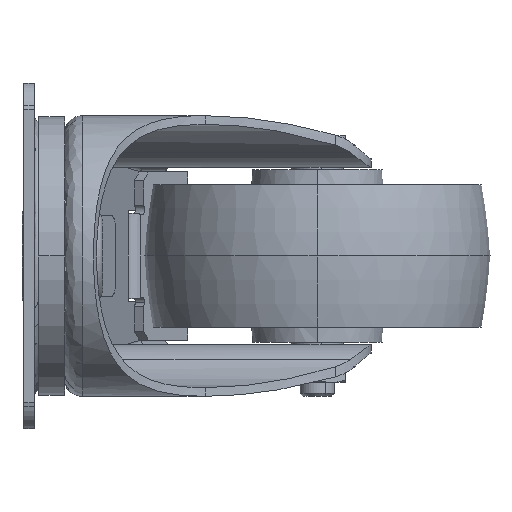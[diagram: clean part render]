
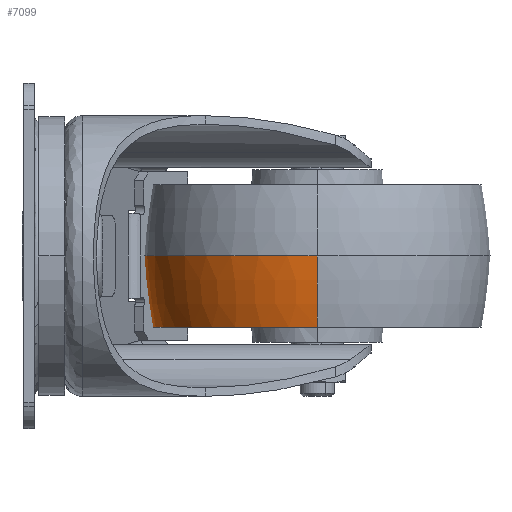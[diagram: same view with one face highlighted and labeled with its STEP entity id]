
A CAD part, left-side view. The second image highlights one B-rep face of the part: STEP entity #7099.
In plain terms, the highlighted toroidal (fillet/blend) face has major radius 59.93 mm and minor radius 100 mm.
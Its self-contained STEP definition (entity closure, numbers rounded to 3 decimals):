
#733 = CIRCLE ( 'NONE', #15471, 40. ) ;
#1164 = CIRCLE ( 'NONE', #2732, 100. ) ;
#1502 = AXIS2_PLACEMENT_3D ( 'NONE', #2764, #11675, #27094 ) ;
#2732 = AXIS2_PLACEMENT_3D ( 'NONE', #3484, #18975, #5693 ) ;
#2764 = CARTESIAN_POINT ( 'NONE',  ( 33.5, -68., 3.742 ) ) ;
#3127 = CIRCLE ( 'NONE', #18543, 38. ) ;
#3484 = CARTESIAN_POINT ( 'NONE',  ( -26.43, -68., 3.742 ) ) ;
#4346 = CARTESIAN_POINT ( 'NONE',  ( -6.5, -68., 0. ) ) ;
#5693 = DIRECTION ( 'NONE',  ( -1., 0., 0. ) ) ;
#6645 = VERTEX_POINT ( 'NONE', #8774 ) ;
#6939 = VERTEX_POINT ( 'NONE', #21260 ) ;
#7099 = ADVANCED_FACE ( 'NONE', ( #27602 ), #8623, .T. ) ;
#7837 = CARTESIAN_POINT ( 'NONE',  ( 33.5, -68., 0. ) ) ;
#8623 = TOROIDAL_SURFACE ( 'NONE', #1502, -59.93, 100. ) ;
#8774 = CARTESIAN_POINT ( 'NONE',  ( -4.5, -68., -16.5 ) ) ;
#9176 = CARTESIAN_POINT ( 'NONE',  ( 33.5, -68., -16.5 ) ) ;
#9565 = CARTESIAN_POINT ( 'NONE',  ( 71.5, -68., -16.5 ) ) ;
#10070 = DIRECTION ( 'NONE',  ( -1., 0., 0. ) ) ;
#10856 = VERTEX_POINT ( 'NONE', #4346 ) ;
#11404 = DIRECTION ( 'NONE',  ( -1., 0., 0. ) ) ;
#11675 = DIRECTION ( 'NONE',  ( 0., 0., -1. ) ) ;
#11853 = EDGE_CURVE ( 'NONE', #10856, #6939, #733, .T. ) ;
#12033 = CARTESIAN_POINT ( 'NONE',  ( 93.43, -68., 3.742 ) ) ;
#12734 = EDGE_CURVE ( 'NONE', #10856, #6645, #18217, .T. ) ;
#14069 = EDGE_LOOP ( 'NONE', ( #17505, #16443, #14690, #27389 ) ) ;
#14281 = DIRECTION ( 'NONE',  ( 0., 0., -1. ) ) ;
#14690 = ORIENTED_EDGE ( 'NONE', *, *, #22376, .F. ) ;
#15471 = AXIS2_PLACEMENT_3D ( 'NONE', #7837, #23303, #10070 ) ;
#16443 = ORIENTED_EDGE ( 'NONE', *, *, #27090, .T. ) ;
#17505 = ORIENTED_EDGE ( 'NONE', *, *, #11853, .T. ) ;
#18217 = CIRCLE ( 'NONE', #19571, 100. ) ;
#18543 = AXIS2_PLACEMENT_3D ( 'NONE', #9176, #24634, #11404 ) ;
#18975 = DIRECTION ( 'NONE',  ( 0., 1., 0. ) ) ;
#19571 = AXIS2_PLACEMENT_3D ( 'NONE', #12033, #27447, #14281 ) ;
#21260 = CARTESIAN_POINT ( 'NONE',  ( 73.5, -68., 0. ) ) ;
#22376 = EDGE_CURVE ( 'NONE', #6645, #24932, #3127, .T. ) ;
#23303 = DIRECTION ( 'NONE',  ( 0., 0., -1. ) ) ;
#24634 = DIRECTION ( 'NONE',  ( 0., 0., -1. ) ) ;
#24932 = VERTEX_POINT ( 'NONE', #9565 ) ;
#27090 = EDGE_CURVE ( 'NONE', #6939, #24932, #1164, .T. ) ;
#27094 = DIRECTION ( 'NONE',  ( -1., 0., 0. ) ) ;
#27389 = ORIENTED_EDGE ( 'NONE', *, *, #12734, .F. ) ;
#27447 = DIRECTION ( 'NONE',  ( 0., -1., 0. ) ) ;
#27602 = FACE_OUTER_BOUND ( 'NONE', #14069, .T. ) ;
